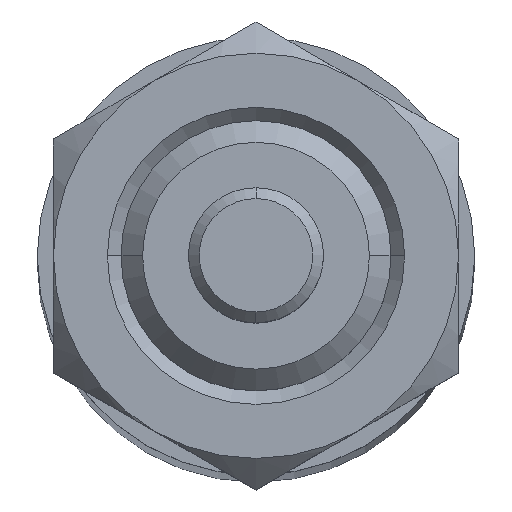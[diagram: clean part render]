
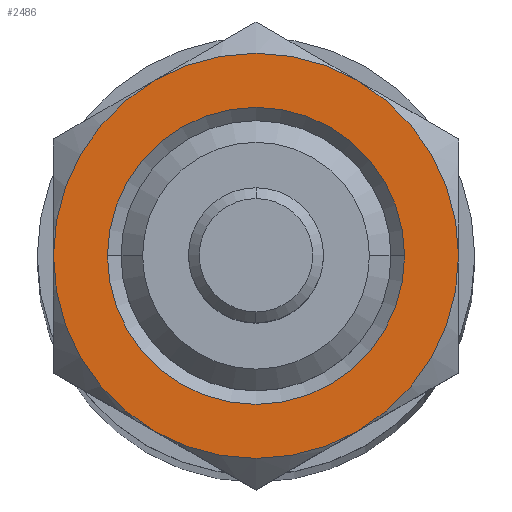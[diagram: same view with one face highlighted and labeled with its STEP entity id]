
A CAD part, top view. The second image highlights one B-rep face of the part: STEP entity #2486.
In plain terms, the highlighted planar face has unit normal (0, 0, 1).
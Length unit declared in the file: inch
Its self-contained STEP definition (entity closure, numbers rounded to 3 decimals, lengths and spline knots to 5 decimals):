
#19 = CARTESIAN_POINT ( 'NONE',  ( 0., 0., 0.155 ) ) ;
#40 = EDGE_CURVE ( 'NONE', #750, #548, #638, .T. ) ;
#50 = AXIS2_PLACEMENT_3D ( 'NONE', #1599, #406, #1809 ) ;
#73 = DIRECTION ( 'NONE',  ( 1., 0., 0. ) ) ;
#84 = DIRECTION ( 'NONE',  ( 0., 0., 1. ) ) ;
#187 = DIRECTION ( 'NONE',  ( 1., 0., 0. ) ) ;
#213 = DIRECTION ( 'NONE',  ( 1., 0., 0. ) ) ;
#231 = CARTESIAN_POINT ( 'NONE',  ( 0., 0., 0.155 ) ) ;
#256 = CARTESIAN_POINT ( 'NONE',  ( 0.1875, 0.32476, 0.155 ) ) ;
#406 = DIRECTION ( 'NONE',  ( 0., 0., 1. ) ) ;
#427 = DIRECTION ( 'NONE',  ( 1., 0., 0. ) ) ;
#511 = CIRCLE ( 'NONE', #50, 0.375 ) ;
#548 = VERTEX_POINT ( 'NONE', #561 ) ;
#561 = CARTESIAN_POINT ( 'NONE',  ( -0.275, 0., 0.155 ) ) ;
#577 = AXIS2_PLACEMENT_3D ( 'NONE', #231, #1620, #427 ) ;
#579 = CARTESIAN_POINT ( 'NONE',  ( 0., 0., 0.155 ) ) ;
#589 = ORIENTED_EDGE ( 'NONE', *, *, #793, .T. ) ;
#603 = VERTEX_POINT ( 'NONE', #2307 ) ;
#615 = ORIENTED_EDGE ( 'NONE', *, *, #1021, .T. ) ;
#625 = AXIS2_PLACEMENT_3D ( 'NONE', #1277, #84, #1479 ) ;
#638 = CIRCLE ( 'NONE', #1557, 0.275 ) ;
#641 = EDGE_CURVE ( 'NONE', #1626, #1473, #1128, .T. ) ;
#750 = VERTEX_POINT ( 'NONE', #2041 ) ;
#780 = CARTESIAN_POINT ( 'NONE',  ( -0.375, 0.21651, 0.155 ) ) ;
#786 = DIRECTION ( 'NONE',  ( 1., 0., 0. ) ) ;
#793 = EDGE_CURVE ( 'NONE', #939, #1641, #2055, .T. ) ;
#889 = AXIS2_PLACEMENT_3D ( 'NONE', #19, #1407, #213 ) ;
#904 = EDGE_LOOP ( 'NONE', ( #2491, #2229, #963, #1927, #589, #1699 ) ) ;
#939 = VERTEX_POINT ( 'NONE', #1133 ) ;
#963 = ORIENTED_EDGE ( 'NONE', *, *, #976, .T. ) ;
#976 = EDGE_CURVE ( 'NONE', #1554, #603, #1615, .T. ) ;
#980 = CIRCLE ( 'NONE', #577, 0.375 ) ;
#1021 = EDGE_CURVE ( 'NONE', #548, #750, #1095, .T. ) ;
#1089 = CARTESIAN_POINT ( 'NONE',  ( -0.1875, -0.32476, 0.155 ) ) ;
#1095 = CIRCLE ( 'NONE', #2157, 0.275 ) ;
#1128 = CIRCLE ( 'NONE', #889, 0.375 ) ;
#1133 = CARTESIAN_POINT ( 'NONE',  ( -0.375, 0., 0.155 ) ) ;
#1157 = DIRECTION ( 'NONE',  ( 0., 0., -1. ) ) ;
#1161 = DIRECTION ( 'NONE',  ( 0., 0., 1. ) ) ;
#1185 = PLANE ( 'NONE',  #2000 ) ;
#1260 = DIRECTION ( 'NONE',  ( 0., 0., 1. ) ) ;
#1277 = CARTESIAN_POINT ( 'NONE',  ( 0., 0., 0.155 ) ) ;
#1291 = EDGE_LOOP ( 'NONE', ( #1910, #615 ) ) ;
#1353 = CIRCLE ( 'NONE', #625, 0.375 ) ;
#1386 = DIRECTION ( 'NONE',  ( 0., 0., 1. ) ) ;
#1407 = DIRECTION ( 'NONE',  ( 0., 0., 1. ) ) ;
#1473 = VERTEX_POINT ( 'NONE', #1672 ) ;
#1479 = DIRECTION ( 'NONE',  ( 1., 0., 0. ) ) ;
#1554 = VERTEX_POINT ( 'NONE', #256 ) ;
#1557 = AXIS2_PLACEMENT_3D ( 'NONE', #2334, #1157, #2525 ) ;
#1599 = CARTESIAN_POINT ( 'NONE',  ( 0., 0., 0.155 ) ) ;
#1615 = CIRCLE ( 'NONE', #1769, 0.375 ) ;
#1620 = DIRECTION ( 'NONE',  ( 0., 0., 1. ) ) ;
#1626 = VERTEX_POINT ( 'NONE', #1689 ) ;
#1641 = VERTEX_POINT ( 'NONE', #1089 ) ;
#1672 = CARTESIAN_POINT ( 'NONE',  ( 0.375, 0., 0.155 ) ) ;
#1689 = CARTESIAN_POINT ( 'NONE',  ( 0.1875, -0.32476, 0.155 ) ) ;
#1699 = ORIENTED_EDGE ( 'NONE', *, *, #1988, .T. ) ;
#1769 = AXIS2_PLACEMENT_3D ( 'NONE', #2341, #1161, #2532 ) ;
#1809 = DIRECTION ( 'NONE',  ( 1., 0., 0. ) ) ;
#1910 = ORIENTED_EDGE ( 'NONE', *, *, #40, .T. ) ;
#1927 = ORIENTED_EDGE ( 'NONE', *, *, #2169, .T. ) ;
#1958 = FACE_OUTER_BOUND ( 'NONE', #904, .T. ) ;
#1976 = DIRECTION ( 'NONE',  ( 0., 0., -1. ) ) ;
#1988 = EDGE_CURVE ( 'NONE', #1641, #1626, #1353, .T. ) ;
#2000 = AXIS2_PLACEMENT_3D ( 'NONE', #780, #1386, #187 ) ;
#2041 = CARTESIAN_POINT ( 'NONE',  ( 0.275, 0., 0.155 ) ) ;
#2055 = CIRCLE ( 'NONE', #2082, 0.375 ) ;
#2079 = FACE_BOUND ( 'NONE', #1291, .T. ) ;
#2082 = AXIS2_PLACEMENT_3D ( 'NONE', #2440, #1260, #73 ) ;
#2157 = AXIS2_PLACEMENT_3D ( 'NONE', #579, #1976, #786 ) ;
#2169 = EDGE_CURVE ( 'NONE', #603, #939, #511, .T. ) ;
#2214 = EDGE_CURVE ( 'NONE', #1473, #1554, #980, .T. ) ;
#2229 = ORIENTED_EDGE ( 'NONE', *, *, #2214, .T. ) ;
#2307 = CARTESIAN_POINT ( 'NONE',  ( -0.1875, 0.32476, 0.155 ) ) ;
#2334 = CARTESIAN_POINT ( 'NONE',  ( 0., 0., 0.155 ) ) ;
#2341 = CARTESIAN_POINT ( 'NONE',  ( 0., 0., 0.155 ) ) ;
#2440 = CARTESIAN_POINT ( 'NONE',  ( 0., 0., 0.155 ) ) ;
#2486 = ADVANCED_FACE ( 'NONE', ( #2079, #1958 ), #1185, .T. ) ;
#2491 = ORIENTED_EDGE ( 'NONE', *, *, #641, .T. ) ;
#2525 = DIRECTION ( 'NONE',  ( 1., 0., 0. ) ) ;
#2532 = DIRECTION ( 'NONE',  ( 1., 0., 0. ) ) ;
